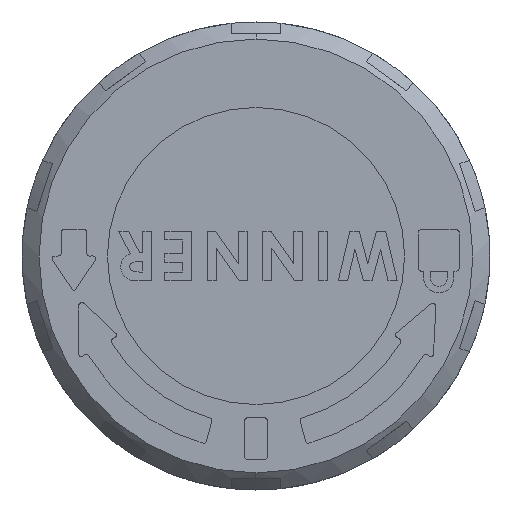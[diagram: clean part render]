
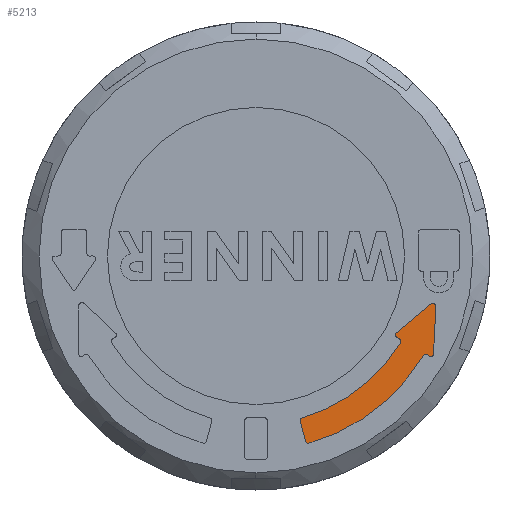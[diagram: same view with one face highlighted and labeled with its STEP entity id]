
A CAD part, left-side view. The second image highlights one B-rep face of the part: STEP entity #5213.
In plain terms, the highlighted planar face has unit normal (-1, 0, 0).
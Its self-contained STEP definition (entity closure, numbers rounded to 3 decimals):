
#187 = LINE ( 'NONE', #7426, #2473 ) ;
#629 = EDGE_CURVE ( 'NONE', #3386, #2480, #2576, .T. ) ;
#662 = CARTESIAN_POINT ( 'NONE',  ( -47.14, -12.907, -7.49 ) ) ;
#693 = CARTESIAN_POINT ( 'NONE',  ( -47.14, -13.032, -7.524 ) ) ;
#865 = ORIENTED_EDGE ( 'NONE', *, *, #1149, .T. ) ;
#900 = VERTEX_POINT ( 'NONE', #8264 ) ;
#921 = CIRCLE ( 'NONE', #14382, 0.2 ) ;
#999 = ORIENTED_EDGE ( 'NONE', *, *, #7584, .T. ) ;
#1041 = AXIS2_PLACEMENT_3D ( 'NONE', #9002, #4573, #12446 ) ;
#1073 = VERTEX_POINT ( 'NONE', #8595 ) ;
#1082 = VERTEX_POINT ( 'NONE', #5101 ) ;
#1149 = EDGE_CURVE ( 'NONE', #14230, #900, #5538, .T. ) ;
#1266 = ORIENTED_EDGE ( 'NONE', *, *, #12510, .T. ) ;
#1355 = CIRCLE ( 'NONE', #2124, 12.8 ) ;
#1455 = VECTOR ( 'NONE', #11313, 1000. ) ;
#1521 = DIRECTION ( 'NONE',  ( -1., 0., 0. ) ) ;
#1688 = DIRECTION ( 'NONE',  ( -1., 0., 0. ) ) ;
#1712 = CARTESIAN_POINT ( 'NONE',  ( -47.14, 0., 0. ) ) ;
#1775 = AXIS2_PLACEMENT_3D ( 'NONE', #3502, #8163, #4756 ) ;
#1785 = DIRECTION ( 'NONE',  ( 0., -0.866, -0.5 ) ) ;
#1852 = VERTEX_POINT ( 'NONE', #10605 ) ;
#2078 = AXIS2_PLACEMENT_3D ( 'NONE', #11621, #5945, #8353 ) ;
#2124 = AXIS2_PLACEMENT_3D ( 'NONE', #1712, #7197, #12985 ) ;
#2175 = CARTESIAN_POINT ( 'NONE',  ( -47.14, -10.741, -6.49 ) ) ;
#2272 = ORIENTED_EDGE ( 'NONE', *, *, #14071, .T. ) ;
#2317 = VECTOR ( 'NONE', #1785, 1000. ) ;
#2362 = EDGE_CURVE ( 'NONE', #2480, #11111, #8296, .T. ) ;
#2473 = VECTOR ( 'NONE', #10904, 1000. ) ;
#2480 = VERTEX_POINT ( 'NONE', #4154 ) ;
#2576 = LINE ( 'NONE', #9848, #14334 ) ;
#2782 = CARTESIAN_POINT ( 'NONE',  ( -47.14, -10.798, -6.003 ) ) ;
#2807 = DIRECTION ( 'NONE',  ( 0., 0., 1. ) ) ;
#3116 = DIRECTION ( 'NONE',  ( 0., 0.766, -0.643 ) ) ;
#3127 = EDGE_CURVE ( 'NONE', #1852, #5042, #5459, .T. ) ;
#3168 = EDGE_CURVE ( 'NONE', #5518, #7488, #7024, .T. ) ;
#3309 = AXIS2_PLACEMENT_3D ( 'NONE', #9097, #11338, #12484 ) ;
#3344 = DIRECTION ( 'NONE',  ( 1., 0., 0. ) ) ;
#3386 = VERTEX_POINT ( 'NONE', #6331 ) ;
#3437 = DIRECTION ( 'NONE',  ( 0., -0.866, -0.5 ) ) ;
#3502 = CARTESIAN_POINT ( 'NONE',  ( -47.14, 0., 0. ) ) ;
#3768 = CARTESIAN_POINT ( 'NONE',  ( -47.14, -12.907, -7.74 ) ) ;
#4154 = CARTESIAN_POINT ( 'NONE',  ( -47.14, -10.67, -5.85 ) ) ;
#4317 = VERTEX_POINT ( 'NONE', #4965 ) ;
#4562 = DIRECTION ( 'NONE',  ( 0., 0., 1. ) ) ;
#4573 = DIRECTION ( 'NONE',  ( -1., 0., 0. ) ) ;
#4647 = EDGE_CURVE ( 'NONE', #1073, #10086, #6570, .T. ) ;
#4711 = ORIENTED_EDGE ( 'NONE', *, *, #10304, .T. ) ;
#4756 = DIRECTION ( 'NONE',  ( 0., 0., 1. ) ) ;
#4960 = VERTEX_POINT ( 'NONE', #662 ) ;
#4965 = CARTESIAN_POINT ( 'NONE',  ( -47.14, -3.778, -14.101 ) ) ;
#5042 = VERTEX_POINT ( 'NONE', #14477 ) ;
#5101 = CARTESIAN_POINT ( 'NONE',  ( -47.14, -13.032, -7.524 ) ) ;
#5137 = ORIENTED_EDGE ( 'NONE', *, *, #4647, .T. ) ;
#5213 = ADVANCED_FACE ( 'NONE', ( #7687 ), #10157, .T. ) ;
#5459 = CIRCLE ( 'NONE', #1775, 14.8 ) ;
#5460 = ORIENTED_EDGE ( 'NONE', *, *, #3127, .T. ) ;
#5518 = VERTEX_POINT ( 'NONE', #6567 ) ;
#5538 = CIRCLE ( 'NONE', #7592, 0.25 ) ;
#5546 = CIRCLE ( 'NONE', #12035, 0.25 ) ;
#5698 = ORIENTED_EDGE ( 'NONE', *, *, #10154, .T. ) ;
#5945 = DIRECTION ( 'NONE',  ( -1., 0., 0. ) ) ;
#5966 = CARTESIAN_POINT ( 'NONE',  ( -47.14, -3.364, -12.556 ) ) ;
#5973 = DIRECTION ( 'NONE',  ( -1., 0., 0. ) ) ;
#5980 = AXIS2_PLACEMENT_3D ( 'NONE', #10065, #3344, #4562 ) ;
#5988 = CIRCLE ( 'NONE', #5980, 0.25 ) ;
#6083 = DIRECTION ( 'NONE',  ( 0., 0., 1. ) ) ;
#6220 = VERTEX_POINT ( 'NONE', #10509 ) ;
#6331 = CARTESIAN_POINT ( 'NONE',  ( -47.14, -13.278, -3.662 ) ) ;
#6567 = CARTESIAN_POINT ( 'NONE',  ( -47.14, -13.688, -3.866 ) ) ;
#6570 = CIRCLE ( 'NONE', #1041, 0.2 ) ;
#6677 = EDGE_CURVE ( 'NONE', #10086, #5518, #187, .T. ) ;
#7024 = CIRCLE ( 'NONE', #3309, 0.25 ) ;
#7197 = DIRECTION ( 'NONE',  ( 1., 0., 0. ) ) ;
#7278 = EDGE_CURVE ( 'NONE', #4960, #1082, #5988, .T. ) ;
#7291 = CARTESIAN_POINT ( 'NONE',  ( -47.14, -13.438, -3.853 ) ) ;
#7296 = CARTESIAN_POINT ( 'NONE',  ( -47.14, -10.866, -6.274 ) ) ;
#7426 = CARTESIAN_POINT ( 'NONE',  ( -47.14, -13.5, -7.458 ) ) ;
#7441 = LINE ( 'NONE', #8974, #1455 ) ;
#7488 = VERTEX_POINT ( 'NONE', #9478 ) ;
#7584 = EDGE_CURVE ( 'NONE', #1082, #1073, #9535, .T. ) ;
#7592 = AXIS2_PLACEMENT_3D ( 'NONE', #2175, #8925, #7940 ) ;
#7687 = FACE_OUTER_BOUND ( 'NONE', #8978, .T. ) ;
#7940 = DIRECTION ( 'NONE',  ( 0., 0., 1. ) ) ;
#8159 = ORIENTED_EDGE ( 'NONE', *, *, #12195, .T. ) ;
#8163 = DIRECTION ( 'NONE',  ( -1., 0., 0. ) ) ;
#8170 = AXIS2_PLACEMENT_3D ( 'NONE', #7291, #8424, #2807 ) ;
#8264 = CARTESIAN_POINT ( 'NONE',  ( -47.14, -10.955, -6.62 ) ) ;
#8296 = CIRCLE ( 'NONE', #10709, 0.2 ) ;
#8353 = DIRECTION ( 'NONE',  ( 0., 0., 1. ) ) ;
#8424 = DIRECTION ( 'NONE',  ( -1., 0., 0. ) ) ;
#8595 = CARTESIAN_POINT ( 'NONE',  ( -47.14, -13.2, -7.621 ) ) ;
#8925 = DIRECTION ( 'NONE',  ( 1., 0., 0. ) ) ;
#8974 = CARTESIAN_POINT ( 'NONE',  ( -47.14, -3.364, -12.556 ) ) ;
#8978 = EDGE_LOOP ( 'NONE', ( #1266, #10603, #999, #5137, #9787, #12707, #4711, #12714, #9058, #8159, #865, #13238, #5698, #2272, #13381, #5460 ) ) ;
#9002 = CARTESIAN_POINT ( 'NONE',  ( -47.14, -13.3, -7.448 ) ) ;
#9058 = ORIENTED_EDGE ( 'NONE', *, *, #2362, .T. ) ;
#9097 = CARTESIAN_POINT ( 'NONE',  ( -47.14, -13.438, -3.853 ) ) ;
#9256 = CARTESIAN_POINT ( 'NONE',  ( -47.14, -3.972, -14.049 ) ) ;
#9265 = CARTESIAN_POINT ( 'NONE',  ( -47.14, -10.698, -6.177 ) ) ;
#9395 = AXIS2_PLACEMENT_3D ( 'NONE', #11503, #5973, #13771 ) ;
#9478 = CARTESIAN_POINT ( 'NONE',  ( -47.14, -13.438, -3.603 ) ) ;
#9535 = LINE ( 'NONE', #693, #2317 ) ;
#9621 = DIRECTION ( 'NONE',  ( 0., 0., 1. ) ) ;
#9787 = ORIENTED_EDGE ( 'NONE', *, *, #6677, .T. ) ;
#9848 = CARTESIAN_POINT ( 'NONE',  ( -47.14, -13.278, -3.662 ) ) ;
#10065 = CARTESIAN_POINT ( 'NONE',  ( -47.14, -12.907, -7.74 ) ) ;
#10086 = VERTEX_POINT ( 'NONE', #12746 ) ;
#10112 = LINE ( 'NONE', #13503, #11336 ) ;
#10154 = EDGE_CURVE ( 'NONE', #6220, #13977, #13868, .T. ) ;
#10157 = PLANE ( 'NONE',  #2078 ) ;
#10280 = EDGE_CURVE ( 'NONE', #900, #6220, #1355, .T. ) ;
#10304 = EDGE_CURVE ( 'NONE', #7488, #3386, #14185, .T. ) ;
#10509 = CARTESIAN_POINT ( 'NONE',  ( -47.14, -3.503, -12.311 ) ) ;
#10603 = ORIENTED_EDGE ( 'NONE', *, *, #7278, .T. ) ;
#10605 = CARTESIAN_POINT ( 'NONE',  ( -47.14, -4.026, -14.242 ) ) ;
#10709 = AXIS2_PLACEMENT_3D ( 'NONE', #2782, #1688, #9621 ) ;
#10904 = DIRECTION ( 'NONE',  ( 0., -0.052, 0.999 ) ) ;
#11111 = VERTEX_POINT ( 'NONE', #9265 ) ;
#11313 = DIRECTION ( 'NONE',  ( 0., -0.259, -0.966 ) ) ;
#11336 = VECTOR ( 'NONE', #3437, 1000. ) ;
#11338 = DIRECTION ( 'NONE',  ( -1., 0., 0. ) ) ;
#11503 = CARTESIAN_POINT ( 'NONE',  ( -47.14, -3.557, -12.504 ) ) ;
#11592 = DIRECTION ( 'NONE',  ( 0., 0., 1. ) ) ;
#11621 = CARTESIAN_POINT ( 'NONE',  ( -47.14, -12.907, -7.74 ) ) ;
#12035 = AXIS2_PLACEMENT_3D ( 'NONE', #3768, #12805, #6083 ) ;
#12195 = EDGE_CURVE ( 'NONE', #11111, #14230, #10112, .T. ) ;
#12446 = DIRECTION ( 'NONE',  ( 0., 0., 1. ) ) ;
#12484 = DIRECTION ( 'NONE',  ( 0., 0., 1. ) ) ;
#12510 = EDGE_CURVE ( 'NONE', #5042, #4960, #5546, .T. ) ;
#12707 = ORIENTED_EDGE ( 'NONE', *, *, #3168, .T. ) ;
#12714 = ORIENTED_EDGE ( 'NONE', *, *, #629, .T. ) ;
#12746 = CARTESIAN_POINT ( 'NONE',  ( -47.14, -13.5, -7.458 ) ) ;
#12805 = DIRECTION ( 'NONE',  ( 1., 0., 0. ) ) ;
#12985 = DIRECTION ( 'NONE',  ( 0., 0., -1. ) ) ;
#13238 = ORIENTED_EDGE ( 'NONE', *, *, #10280, .T. ) ;
#13381 = ORIENTED_EDGE ( 'NONE', *, *, #14586, .T. ) ;
#13503 = CARTESIAN_POINT ( 'NONE',  ( -47.14, -10.698, -6.177 ) ) ;
#13771 = DIRECTION ( 'NONE',  ( 0., 0., -1. ) ) ;
#13868 = CIRCLE ( 'NONE', #9395, 0.2 ) ;
#13977 = VERTEX_POINT ( 'NONE', #5966 ) ;
#14071 = EDGE_CURVE ( 'NONE', #13977, #4317, #7441, .T. ) ;
#14185 = CIRCLE ( 'NONE', #8170, 0.25 ) ;
#14230 = VERTEX_POINT ( 'NONE', #7296 ) ;
#14334 = VECTOR ( 'NONE', #3116, 1000. ) ;
#14382 = AXIS2_PLACEMENT_3D ( 'NONE', #9256, #1521, #11592 ) ;
#14477 = CARTESIAN_POINT ( 'NONE',  ( -47.14, -12.692, -7.612 ) ) ;
#14586 = EDGE_CURVE ( 'NONE', #4317, #1852, #921, .T. ) ;
